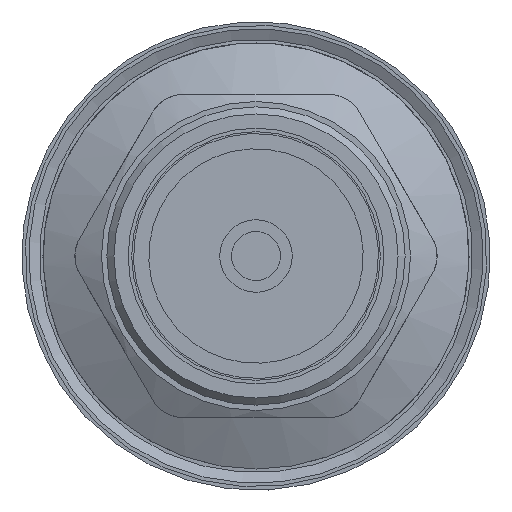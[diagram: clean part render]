
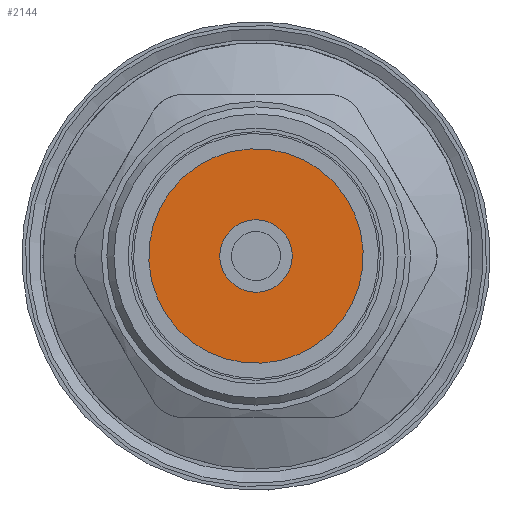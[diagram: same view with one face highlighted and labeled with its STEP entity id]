
A CAD part, front view. The second image highlights one B-rep face of the part: STEP entity #2144.
In plain terms, the highlighted planar face has unit normal (0, -1, 0).
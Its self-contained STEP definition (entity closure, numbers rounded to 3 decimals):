
#187 = DIRECTION ( 'NONE',  ( 0., -1., 0. ) ) ;
#209 = PLANE ( 'NONE',  #380 ) ;
#260 = VERTEX_POINT ( 'NONE', #2022 ) ;
#351 = CARTESIAN_POINT ( 'NONE',  ( 0., 129.66, 0. ) ) ;
#360 = DIRECTION ( 'NONE',  ( 0.054, 0., -0.999 ) ) ;
#380 = AXIS2_PLACEMENT_3D ( 'NONE', #1513, #1702, #561 ) ;
#464 = CIRCLE ( 'NONE', #1184, 15.1 ) ;
#511 = CARTESIAN_POINT ( 'NONE',  ( -0.277, 129.66, 5.092 ) ) ;
#561 = DIRECTION ( 'NONE',  ( -0.054, 0., 0.999 ) ) ;
#657 = DIRECTION ( 'NONE',  ( 0., -1., 0. ) ) ;
#872 = FACE_BOUND ( 'NONE', #1721, .T. ) ;
#1007 = CARTESIAN_POINT ( 'NONE',  ( 0., 129.66, 0. ) ) ;
#1090 = ORIENTED_EDGE ( 'NONE', *, *, #1294, .F. ) ;
#1184 = AXIS2_PLACEMENT_3D ( 'NONE', #351, #187, #360 ) ;
#1262 = ORIENTED_EDGE ( 'NONE', *, *, #1610, .T. ) ;
#1294 = EDGE_CURVE ( 'NONE', #2250, #2250, #2401, .T. ) ;
#1308 = AXIS2_PLACEMENT_3D ( 'NONE', #1007, #657, #2381 ) ;
#1513 = CARTESIAN_POINT ( 'NONE',  ( 0., 129.66, 0. ) ) ;
#1573 = FACE_OUTER_BOUND ( 'NONE', #1720, .T. ) ;
#1610 = EDGE_CURVE ( 'NONE', #260, #260, #464, .T. ) ;
#1702 = DIRECTION ( 'NONE',  ( 0., 1., 0. ) ) ;
#1720 = EDGE_LOOP ( 'NONE', ( #1262 ) ) ;
#1721 = EDGE_LOOP ( 'NONE', ( #1090 ) ) ;
#2022 = CARTESIAN_POINT ( 'NONE',  ( 0.82, 129.66, -15.078 ) ) ;
#2144 = ADVANCED_FACE ( 'NONE', ( #872, #1573 ), #209, .F. ) ;
#2250 = VERTEX_POINT ( 'NONE', #511 ) ;
#2381 = DIRECTION ( 'NONE',  ( -0.054, 0., 0.999 ) ) ;
#2401 = CIRCLE ( 'NONE', #1308, 5.1 ) ;
